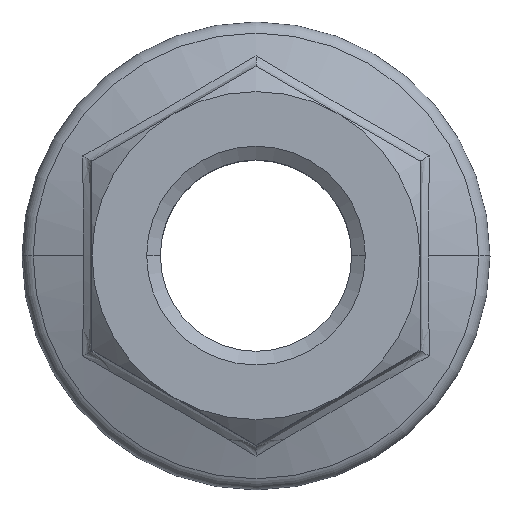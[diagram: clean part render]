
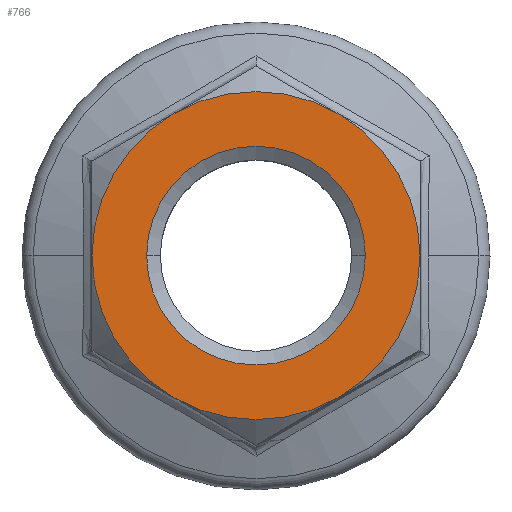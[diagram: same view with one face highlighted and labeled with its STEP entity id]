
A CAD part, top view. The second image highlights one B-rep face of the part: STEP entity #766.
In plain terms, the highlighted planar face has unit normal (0, 0, 1).
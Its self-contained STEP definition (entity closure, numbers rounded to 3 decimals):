
#3 = DIRECTION ( 'NONE',  ( 0., 0., 1. ) ) ;
#24 = AXIS2_PLACEMENT_3D ( 'NONE', #201, #209, #785 ) ;
#49 = CARTESIAN_POINT ( 'NONE',  ( 7.5, -12.99, 0. ) ) ;
#83 = VERTEX_POINT ( 'NONE', #536 ) ;
#89 = EDGE_CURVE ( 'NONE', #604, #651, #1215, .T. ) ;
#100 = AXIS2_PLACEMENT_3D ( 'NONE', #1266, #297, #581 ) ;
#106 = CARTESIAN_POINT ( 'NONE',  ( 0., 0., 0. ) ) ;
#117 = CARTESIAN_POINT ( 'NONE',  ( 0., 0., 0. ) ) ;
#163 = CIRCLE ( 'NONE', #1237, 15. ) ;
#177 = DIRECTION ( 'NONE',  ( 1., 0., 0. ) ) ;
#192 = EDGE_LOOP ( 'NONE', ( #973, #1113, #211, #1141, #998, #881 ) ) ;
#193 = CARTESIAN_POINT ( 'NONE',  ( -10., 0., 0. ) ) ;
#201 = CARTESIAN_POINT ( 'NONE',  ( -30., 0., 0. ) ) ;
#209 = DIRECTION ( 'NONE',  ( 0., 0., 1. ) ) ;
#211 = ORIENTED_EDGE ( 'NONE', *, *, #324, .T. ) ;
#226 = CARTESIAN_POINT ( 'NONE',  ( 0., 0., 0. ) ) ;
#233 = CIRCLE ( 'NONE', #821, 10. ) ;
#250 = CIRCLE ( 'NONE', #1109, 15. ) ;
#268 = VERTEX_POINT ( 'NONE', #49 ) ;
#272 = VERTEX_POINT ( 'NONE', #633 ) ;
#297 = DIRECTION ( 'NONE',  ( 0., 0., 1. ) ) ;
#317 = VERTEX_POINT ( 'NONE', #193 ) ;
#324 = EDGE_CURVE ( 'NONE', #83, #604, #512, .T. ) ;
#333 = AXIS2_PLACEMENT_3D ( 'NONE', #106, #1170, #1194 ) ;
#345 = CARTESIAN_POINT ( 'NONE',  ( -7.5, -12.99, 0. ) ) ;
#357 = EDGE_CURVE ( 'NONE', #272, #83, #163, .T. ) ;
#397 = FACE_OUTER_BOUND ( 'NONE', #192, .T. ) ;
#417 = DIRECTION ( 'NONE',  ( 0., 0., 1. ) ) ;
#456 = CIRCLE ( 'NONE', #621, 10. ) ;
#457 = EDGE_CURVE ( 'NONE', #268, #272, #250, .T. ) ;
#459 = CARTESIAN_POINT ( 'NONE',  ( -7.5, 12.99, 0. ) ) ;
#467 = DIRECTION ( 'NONE',  ( 0., 0., 1. ) ) ;
#470 = CIRCLE ( 'NONE', #1195, 15. ) ;
#495 = ORIENTED_EDGE ( 'NONE', *, *, #800, .F. ) ;
#508 = VERTEX_POINT ( 'NONE', #345 ) ;
#512 = CIRCLE ( 'NONE', #333, 15. ) ;
#516 = CARTESIAN_POINT ( 'NONE',  ( 0., 0., 0. ) ) ;
#536 = CARTESIAN_POINT ( 'NONE',  ( 7.5, 12.99, 0. ) ) ;
#557 = CARTESIAN_POINT ( 'NONE',  ( -15., 0., 0. ) ) ;
#576 = DIRECTION ( 'NONE',  ( 0., 0., 1. ) ) ;
#581 = DIRECTION ( 'NONE',  ( 1., 0., 0. ) ) ;
#604 = VERTEX_POINT ( 'NONE', #459 ) ;
#620 = EDGE_CURVE ( 'NONE', #651, #508, #875, .T. ) ;
#621 = AXIS2_PLACEMENT_3D ( 'NONE', #667, #775, #177 ) ;
#633 = CARTESIAN_POINT ( 'NONE',  ( 15., 0., 0. ) ) ;
#651 = VERTEX_POINT ( 'NONE', #557 ) ;
#667 = CARTESIAN_POINT ( 'NONE',  ( 0., 0., 0. ) ) ;
#683 = CARTESIAN_POINT ( 'NONE',  ( 0., 0., 0. ) ) ;
#736 = DIRECTION ( 'NONE',  ( 1., 0., 0. ) ) ;
#737 = AXIS2_PLACEMENT_3D ( 'NONE', #1143, #467, #1231 ) ;
#766 = ADVANCED_FACE ( 'NONE', ( #984, #397 ), #879, .T. ) ;
#775 = DIRECTION ( 'NONE',  ( 0., 0., 1. ) ) ;
#785 = DIRECTION ( 'NONE',  ( 1., 0., 0. ) ) ;
#800 = EDGE_CURVE ( 'NONE', #317, #1184, #233, .T. ) ;
#821 = AXIS2_PLACEMENT_3D ( 'NONE', #117, #3, #976 ) ;
#875 = CIRCLE ( 'NONE', #737, 15. ) ;
#879 = PLANE ( 'NONE',  #24 ) ;
#881 = ORIENTED_EDGE ( 'NONE', *, *, #907, .T. ) ;
#884 = EDGE_LOOP ( 'NONE', ( #1188, #495 ) ) ;
#907 = EDGE_CURVE ( 'NONE', #508, #268, #470, .T. ) ;
#973 = ORIENTED_EDGE ( 'NONE', *, *, #457, .T. ) ;
#976 = DIRECTION ( 'NONE',  ( 1., 0., 0. ) ) ;
#984 = FACE_BOUND ( 'NONE', #884, .T. ) ;
#987 = DIRECTION ( 'NONE',  ( 1., 0., 0. ) ) ;
#998 = ORIENTED_EDGE ( 'NONE', *, *, #620, .T. ) ;
#1022 = DIRECTION ( 'NONE',  ( 0., 0., 1. ) ) ;
#1109 = AXIS2_PLACEMENT_3D ( 'NONE', #226, #417, #1221 ) ;
#1113 = ORIENTED_EDGE ( 'NONE', *, *, #357, .T. ) ;
#1123 = EDGE_CURVE ( 'NONE', #1184, #317, #456, .T. ) ;
#1141 = ORIENTED_EDGE ( 'NONE', *, *, #89, .T. ) ;
#1143 = CARTESIAN_POINT ( 'NONE',  ( 0., 0., 0. ) ) ;
#1161 = CARTESIAN_POINT ( 'NONE',  ( 10., 0., 0. ) ) ;
#1170 = DIRECTION ( 'NONE',  ( 0., 0., 1. ) ) ;
#1184 = VERTEX_POINT ( 'NONE', #1161 ) ;
#1188 = ORIENTED_EDGE ( 'NONE', *, *, #1123, .F. ) ;
#1194 = DIRECTION ( 'NONE',  ( 1., 0., 0. ) ) ;
#1195 = AXIS2_PLACEMENT_3D ( 'NONE', #516, #1022, #736 ) ;
#1215 = CIRCLE ( 'NONE', #100, 15. ) ;
#1221 = DIRECTION ( 'NONE',  ( 1., 0., 0. ) ) ;
#1231 = DIRECTION ( 'NONE',  ( 1., 0., 0. ) ) ;
#1237 = AXIS2_PLACEMENT_3D ( 'NONE', #683, #576, #987 ) ;
#1266 = CARTESIAN_POINT ( 'NONE',  ( 0., 0., 0. ) ) ;
